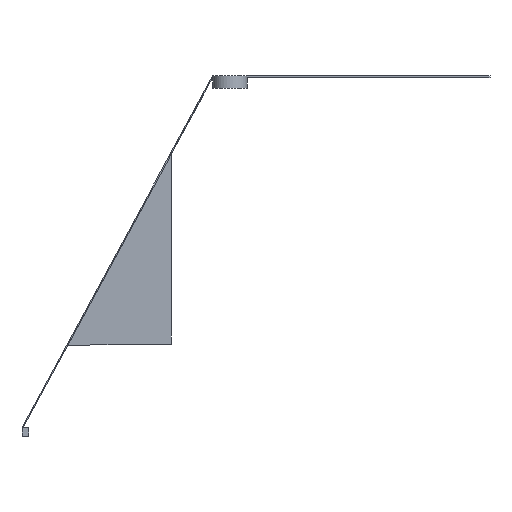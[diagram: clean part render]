
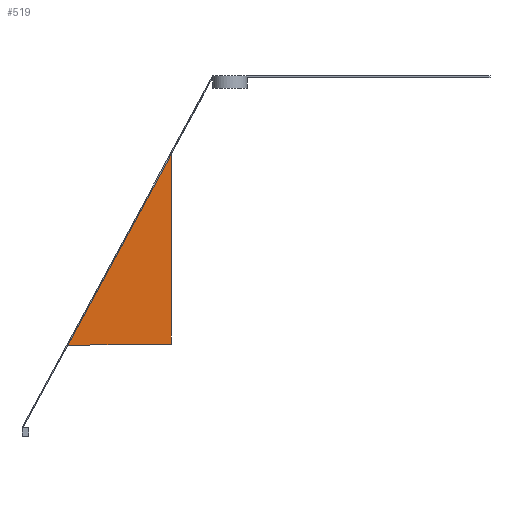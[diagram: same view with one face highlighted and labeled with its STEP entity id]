
A CAD part, front view. The second image highlights one B-rep face of the part: STEP entity #519.
In plain terms, the highlighted planar face has unit normal (0, -1, 0).
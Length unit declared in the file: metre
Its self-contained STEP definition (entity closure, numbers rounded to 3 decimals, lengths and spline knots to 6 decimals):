
#142=ORIENTED_EDGE('',*,*,#218,.F.);
#143=ORIENTED_EDGE('',*,*,#226,.F.);
#144=ORIENTED_EDGE('',*,*,#227,.F.);
#218=EDGE_CURVE('',#266,#270,#331,.T.);
#226=EDGE_CURVE('',#275,#266,#339,.T.);
#227=EDGE_CURVE('',#270,#275,#340,.T.);
#266=VERTEX_POINT('',#808);
#270=VERTEX_POINT('',#816);
#275=VERTEX_POINT('',#838);
#331=LINE('',#823,#398);
#339=LINE('',#837,#406);
#340=LINE('',#839,#407);
#398=VECTOR('',#674,1.);
#406=VECTOR('',#690,1.);
#407=VECTOR('',#691,1.);
#436=EDGE_LOOP('',(#142,#143,#144));
#465=FACE_BOUND('',#436,.T.);
#491=PLANE('',#564);
#519=ADVANCED_FACE('',(#465),#491,.T.);
#564=AXIS2_PLACEMENT_3D('',#836,#688,#689);
#674=DIRECTION('',(0.476,0.,0.879));
#688=DIRECTION('',(0.,-1.,0.));
#689=DIRECTION('',(1.,0.,0.));
#690=DIRECTION('',(-1.,0.,-0.012));
#691=DIRECTION('',(0.,0.,-1.));
#808=CARTESIAN_POINT('',(-0.06469,-0.00025,0.054781));
#816=CARTESIAN_POINT('',(-0.03475,-0.00025,0.110045));
#823=CARTESIAN_POINT('',(-0.050192,-0.00025,0.081542));
#836=CARTESIAN_POINT('',(-0.050236,-0.00025,0.081565));
#837=CARTESIAN_POINT('',(-0.049749,-0.00025,0.054965));
#838=CARTESIAN_POINT('',(-0.03475,-0.00025,0.05515));
#839=CARTESIAN_POINT('',(-0.03475,-0.00025,0.08265));
